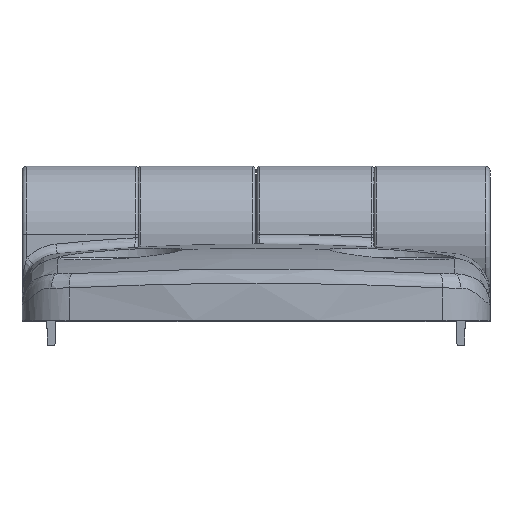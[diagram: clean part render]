
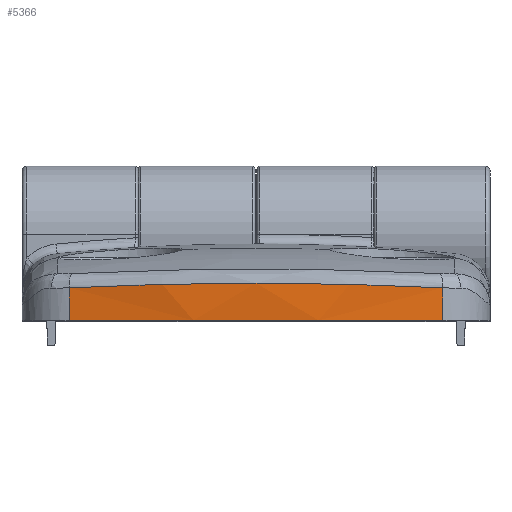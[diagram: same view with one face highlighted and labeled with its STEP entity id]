
A CAD part, top view. The second image highlights one B-rep face of the part: STEP entity #5366.
In plain terms, the highlighted cylindrical face has radius 100 mm (diameter 200 mm), a partial arc.
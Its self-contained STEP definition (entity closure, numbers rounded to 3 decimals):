
#5310=CARTESIAN_POINT('',(0.,7.9,-61.5));
#5311=DIRECTION('',(0.0,1.0,0.0));
#5312=DIRECTION('',(0.0,0.0,1.0));
#5313=AXIS2_PLACEMENT_3D('',#5310,#5311,#5312);
#5314=CYLINDRICAL_SURFACE('',#5313,100.0);
#5315=CARTESIAN_POINT('',(19.149,3.351,36.649));
#5316=VERTEX_POINT('',#5315);
#5317=CARTESIAN_POINT('',(0.,3.818,38.5));
#5318=VERTEX_POINT('',#5317);
#5319=CARTESIAN_POINT('',(19.149,3.351,36.649));
#5320=CARTESIAN_POINT('',(15.972,3.512,37.269));
#5321=CARTESIAN_POINT('',(12.788,3.628,37.731));
#5322=CARTESIAN_POINT('',(6.405,3.781,38.346));
#5323=CARTESIAN_POINT('',(3.206,3.818,38.5));
#5324=CARTESIAN_POINT('',(0.,3.818,38.5));
#5325=B_SPLINE_CURVE_WITH_KNOTS('',3,(#5319,#5320,#5321,#5322,#5323,#5324),.UNSPECIFIED.,.F.,.U.,(4,2,4),(0.004,0.014,0.024),.UNSPECIFIED.);
#5326=EDGE_CURVE('',#5316,#5318,#5325,.T.);
#5327=ORIENTED_EDGE('',*,*,#5326,.T.);
#5328=CARTESIAN_POINT('',(-19.149,3.351,36.649));
#5329=VERTEX_POINT('',#5328);
#5330=CARTESIAN_POINT('',(0.,3.818,38.5));
#5331=CARTESIAN_POINT('',(-3.188,3.818,38.5));
#5332=CARTESIAN_POINT('',(-6.382,3.781,38.348));
#5333=CARTESIAN_POINT('',(-11.185,3.666,37.886));
#5334=CARTESIAN_POINT('',(-12.79,3.618,37.692));
#5335=CARTESIAN_POINT('',(-15.98,3.5,37.228));
#5336=CARTESIAN_POINT('',(-17.568,3.431,36.958));
#5337=CARTESIAN_POINT('',(-19.149,3.351,36.649));
#5338=B_SPLINE_CURVE_WITH_KNOTS('',3,(#5330,#5331,#5332,#5333,#5334,#5335,#5336,#5337),.UNSPECIFIED.,.F.,.U.,(4,2,2,4),(0.024,0.033,0.038,0.043),.UNSPECIFIED.);
#5339=EDGE_CURVE('',#5318,#5329,#5338,.T.);
#5340=ORIENTED_EDGE('',*,*,#5339,.T.);
#5341=CARTESIAN_POINT('',(-19.149,0.,36.649));
#5342=VERTEX_POINT('',#5341);
#5343=CARTESIAN_POINT('',(-19.149,3.351,36.649));
#5344=DIRECTION('',(0.0,-1.0,0.0));
#5345=VECTOR('',#5344,3.351);
#5346=LINE('',#5343,#5345);
#5347=EDGE_CURVE('',#5329,#5342,#5346,.T.);
#5348=ORIENTED_EDGE('',*,*,#5347,.T.);
#5349=CARTESIAN_POINT('',(19.149,0.,36.649));
#5350=VERTEX_POINT('',#5349);
#5351=CARTESIAN_POINT('',(0.,0.,-61.5));
#5352=DIRECTION('',(0.0,1.0,0.0));
#5353=DIRECTION('',(0.0,0.0,1.0));
#5354=AXIS2_PLACEMENT_3D('',#5351,#5352,#5353);
#5355=CIRCLE('',#5354,100.0);
#5356=EDGE_CURVE('',#5342,#5350,#5355,.T.);
#5357=ORIENTED_EDGE('',*,*,#5356,.T.);
#5358=CARTESIAN_POINT('',(19.149,3.351,36.649));
#5359=DIRECTION('',(0.0,-1.0,0.0));
#5360=VECTOR('',#5359,3.351);
#5361=LINE('',#5358,#5360);
#5362=EDGE_CURVE('',#5316,#5350,#5361,.T.);
#5363=ORIENTED_EDGE('',*,*,#5362,.F.);
#5364=EDGE_LOOP('',(#5327,#5340,#5348,#5357,#5363));
#5365=FACE_OUTER_BOUND('',#5364,.T.);
#5366=ADVANCED_FACE('',(#5365),#5314,.T.);
